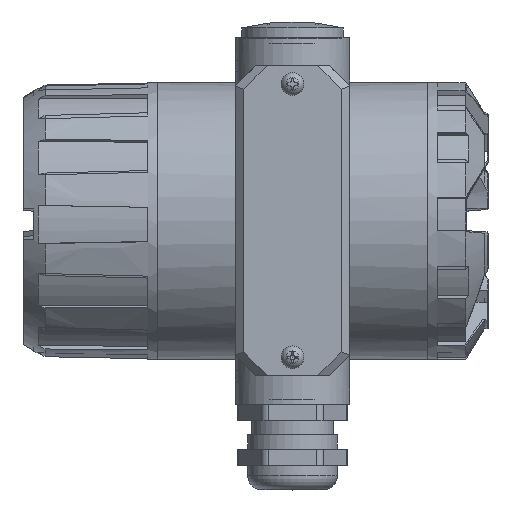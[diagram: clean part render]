
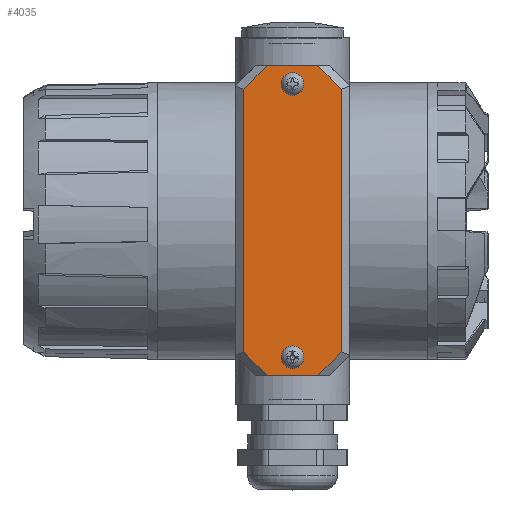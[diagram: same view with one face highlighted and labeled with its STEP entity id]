
A CAD part, top view. The second image highlights one B-rep face of the part: STEP entity #4035.
In plain terms, the highlighted planar face has unit normal (0, 0, 1).
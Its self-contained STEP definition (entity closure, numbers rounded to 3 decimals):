
#4035=ADVANCED_FACE('',(#8726,#8728,#8730),#8732,.T.);
#8726=FACE_BOUND('',#8727,.T.);
#8727=EDGE_LOOP('',(#13594,#13595,#13596,#13597,#13598,#13599,#13600,#13601));
#8728=FACE_BOUND('',#8729,.T.);
#8729=EDGE_LOOP('',(#13602));
#8730=FACE_BOUND('',#8731,.T.);
#8731=EDGE_LOOP('',(#13603));
#8732=PLANE('',#8733);
#8733=AXIS2_PLACEMENT_3D('',#8734,#8735,#8736);
#8734=CARTESIAN_POINT('',(-17.,-11.,205.3));
#8735=DIRECTION('',(0.,0.,1.));
#8736=DIRECTION('',(0.,-1.,0.));
#13594=ORIENTED_EDGE('',*,*,#17326,.T.);
#13595=ORIENTED_EDGE('',*,*,#17327,.T.);
#13596=ORIENTED_EDGE('',*,*,#17328,.T.);
#13597=ORIENTED_EDGE('',*,*,#17329,.T.);
#13598=ORIENTED_EDGE('',*,*,#17330,.T.);
#13599=ORIENTED_EDGE('',*,*,#17331,.T.);
#13600=ORIENTED_EDGE('',*,*,#17332,.T.);
#13601=ORIENTED_EDGE('',*,*,#17333,.T.);
#13602=ORIENTED_EDGE('',*,*,#17334,.F.);
#13603=ORIENTED_EDGE('',*,*,#17335,.F.);
#17326=EDGE_CURVE('',#23673,#23674,#23675,.T.);
#17327=EDGE_CURVE('',#23674,#23676,#23677,.T.);
#17328=EDGE_CURVE('',#23676,#23678,#23679,.T.);
#17329=EDGE_CURVE('',#23678,#23680,#23681,.T.);
#17330=EDGE_CURVE('',#23680,#23682,#23683,.T.);
#17331=EDGE_CURVE('',#23682,#23684,#23685,.T.);
#17332=EDGE_CURVE('',#23684,#23686,#23687,.T.);
#17333=EDGE_CURVE('',#23686,#23673,#23688,.T.);
#17334=EDGE_CURVE('',#23689,#23689,#23690,.T.);
#17335=EDGE_CURVE('',#23691,#23691,#23692,.T.);
#23673=VERTEX_POINT('',#59219);
#23674=VERTEX_POINT('',#59220);
#23675=LINE('',#59221,#59222);
#23676=VERTEX_POINT('',#59224);
#23677=LINE('',#59225,#59226);
#23678=VERTEX_POINT('',#59228);
#23679=LINE('',#59229,#59230);
#23680=VERTEX_POINT('',#59232);
#23681=LINE('',#59233,#59234);
#23682=VERTEX_POINT('',#59236);
#23683=LINE('',#59237,#59238);
#23684=VERTEX_POINT('',#59240);
#23685=LINE('',#59241,#59242);
#23686=VERTEX_POINT('',#59244);
#23687=LINE('',#59245,#59246);
#23688=LINE('',#59248,#59249);
#23689=VERTEX_POINT('',#59251);
#23690=CIRCLE('',#59252,1.55);
#23691=VERTEX_POINT('',#59256);
#23692=CIRCLE('',#59257,1.55);
#59219=CARTESIAN_POINT('',(-23.172,-49.,205.3));
#59220=CARTESIAN_POINT('',(-10.828,-49.,205.3));
#59221=CARTESIAN_POINT('',(-23.172,-49.,205.3));
#59222=VECTOR('',#59223,1.);
#59223=DIRECTION('',(1.,0.,0.));
#59224=CARTESIAN_POINT('',(-5.,-43.172,205.3));
#59225=CARTESIAN_POINT('',(-10.828,-49.,205.3));
#59226=VECTOR('',#59227,1.);
#59227=DIRECTION('',(0.707,0.707,0.));
#59228=CARTESIAN_POINT('',(-5.,21.172,205.3));
#59229=CARTESIAN_POINT('',(-5.,-43.172,205.3));
#59230=VECTOR('',#59231,1.);
#59231=DIRECTION('',(0.,1.,0.));
#59232=CARTESIAN_POINT('',(-10.828,27.,205.3));
#59233=CARTESIAN_POINT('',(-5.,21.172,205.3));
#59234=VECTOR('',#59235,1.);
#59235=DIRECTION('',(-0.707,0.707,0.));
#59236=CARTESIAN_POINT('',(-23.172,27.,205.3));
#59237=CARTESIAN_POINT('',(-10.828,27.,205.3));
#59238=VECTOR('',#59239,1.);
#59239=DIRECTION('',(-1.,0.,0.));
#59240=CARTESIAN_POINT('',(-29.,21.172,205.3));
#59241=CARTESIAN_POINT('',(-23.172,27.,205.3));
#59242=VECTOR('',#59243,1.);
#59243=DIRECTION('',(-0.707,-0.707,0.));
#59244=CARTESIAN_POINT('',(-29.,-43.172,205.3));
#59245=CARTESIAN_POINT('',(-29.,21.172,205.3));
#59246=VECTOR('',#59247,1.);
#59247=DIRECTION('',(0.,-1.,0.));
#59248=CARTESIAN_POINT('',(-29.,-43.172,205.3));
#59249=VECTOR('',#59250,1.);
#59250=DIRECTION('',(0.707,-0.707,0.));
#59251=CARTESIAN_POINT('',(-17.,24.05,205.3));
#59252=AXIS2_PLACEMENT_3D('',#59253,#59254,#59255);
#59253=CARTESIAN_POINT('',(-17.,22.5,205.3));
#59254=DIRECTION('',(0.,0.,1.));
#59255=DIRECTION('',(0.,1.,0.));
#59256=CARTESIAN_POINT('',(-17.,-42.95,205.3));
#59257=AXIS2_PLACEMENT_3D('',#59258,#59259,#59260);
#59258=CARTESIAN_POINT('',(-17.,-44.5,205.3));
#59259=DIRECTION('',(0.,0.,1.));
#59260=DIRECTION('',(0.,1.,0.));
